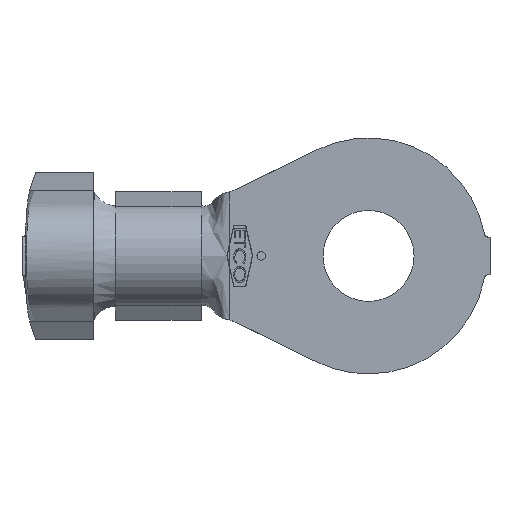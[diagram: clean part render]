
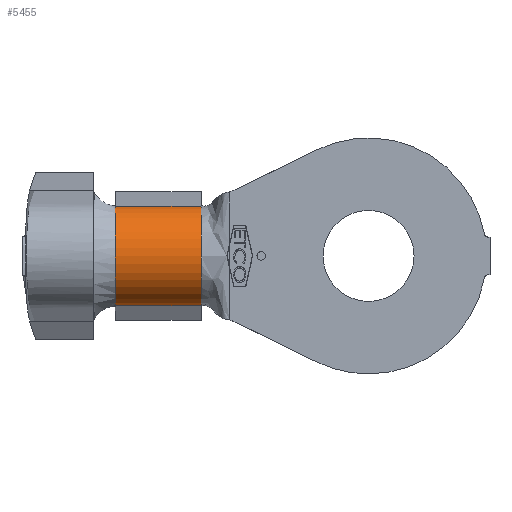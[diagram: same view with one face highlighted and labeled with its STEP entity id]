
A CAD part, front view. The second image highlights one B-rep face of the part: STEP entity #5455.
In plain terms, the highlighted cylindrical face has radius 3.785 mm (diameter 7.569 mm), a partial arc.
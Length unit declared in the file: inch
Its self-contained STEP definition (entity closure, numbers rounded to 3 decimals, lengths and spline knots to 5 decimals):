
#503 = EDGE_CURVE ( 'NONE', #2658, #5749, #639, .T. ) ;
#592 = EDGE_LOOP ( 'NONE', ( #4263, #3050, #3248, #3607 ) ) ;
#639 = LINE ( 'NONE', #4329, #7102 ) ;
#694 = AXIS2_PLACEMENT_3D ( 'NONE', #4993, #720, #7368 ) ;
#720 = DIRECTION ( 'NONE',  ( 1., 0., 0. ) ) ;
#1296 = DIRECTION ( 'NONE',  ( 1., 0., 0. ) ) ;
#2250 = AXIS2_PLACEMENT_3D ( 'NONE', #2855, #7013, #3460 ) ;
#2658 = VERTEX_POINT ( 'NONE', #5200 ) ;
#2740 = VECTOR ( 'NONE', #7806, 39.37008 ) ;
#2822 = FACE_OUTER_BOUND ( 'NONE', #592, .T. ) ;
#2838 = VERTEX_POINT ( 'NONE', #7377 ) ;
#2855 = CARTESIAN_POINT ( 'NONE',  ( -0.737, 0.149, 0. ) ) ;
#2929 = LINE ( 'NONE', #4224, #2740 ) ;
#3050 = ORIENTED_EDGE ( 'NONE', *, *, #3893, .F. ) ;
#3248 = ORIENTED_EDGE ( 'NONE', *, *, #6126, .T. ) ;
#3390 = DIRECTION ( 'NONE',  ( 1., 0., 0. ) ) ;
#3460 = DIRECTION ( 'NONE',  ( 0., 0., -1. ) ) ;
#3583 = AXIS2_PLACEMENT_3D ( 'NONE', #6936, #3390, #7553 ) ;
#3607 = ORIENTED_EDGE ( 'NONE', *, *, #503, .T. ) ;
#3611 = EDGE_CURVE ( 'NONE', #5542, #5749, #7211, .T. ) ;
#3893 = EDGE_CURVE ( 'NONE', #2838, #5542, #2929, .T. ) ;
#4224 = CARTESIAN_POINT ( 'NONE',  ( -0.737, 0.11224, 0.14439 ) ) ;
#4263 = ORIENTED_EDGE ( 'NONE', *, *, #3611, .F. ) ;
#4329 = CARTESIAN_POINT ( 'NONE',  ( -0.737, 0.11224, -0.14439 ) ) ;
#4993 = CARTESIAN_POINT ( 'NONE',  ( -0.737, 0.149, 0. ) ) ;
#5200 = CARTESIAN_POINT ( 'NONE',  ( -0.737, 0.11224, -0.14439 ) ) ;
#5400 = CARTESIAN_POINT ( 'NONE',  ( -0.487, 0.11224, -0.14439 ) ) ;
#5455 = ADVANCED_FACE ( 'NONE', ( #2822 ), #7186, .T. ) ;
#5542 = VERTEX_POINT ( 'NONE', #5649 ) ;
#5649 = CARTESIAN_POINT ( 'NONE',  ( -0.487, 0.11224, 0.14439 ) ) ;
#5749 = VERTEX_POINT ( 'NONE', #5400 ) ;
#5967 = CIRCLE ( 'NONE', #2250, 0.149 ) ;
#6126 = EDGE_CURVE ( 'NONE', #2838, #2658, #5967, .T. ) ;
#6936 = CARTESIAN_POINT ( 'NONE',  ( -0.487, 0.149, 0. ) ) ;
#7013 = DIRECTION ( 'NONE',  ( 1., 0., 0. ) ) ;
#7102 = VECTOR ( 'NONE', #1296, 39.37008 ) ;
#7186 = CYLINDRICAL_SURFACE ( 'NONE', #694, 0.149 ) ;
#7211 = CIRCLE ( 'NONE', #3583, 0.149 ) ;
#7368 = DIRECTION ( 'NONE',  ( 0., 0., -1. ) ) ;
#7377 = CARTESIAN_POINT ( 'NONE',  ( -0.737, 0.11224, 0.14439 ) ) ;
#7553 = DIRECTION ( 'NONE',  ( 0., 0., -1. ) ) ;
#7806 = DIRECTION ( 'NONE',  ( 1., 0., 0. ) ) ;
